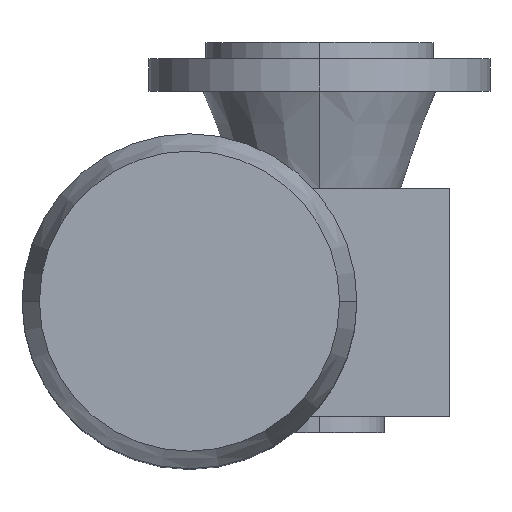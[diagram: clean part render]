
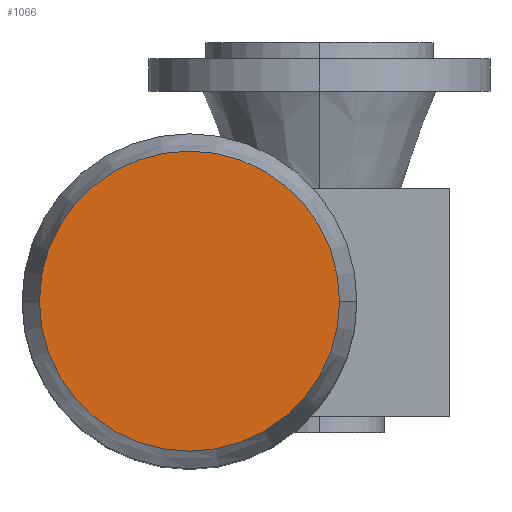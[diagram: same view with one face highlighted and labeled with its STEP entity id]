
A CAD part, top view. The second image highlights one B-rep face of the part: STEP entity #1066.
In plain terms, the highlighted planar face has unit normal (0, 0, 1).
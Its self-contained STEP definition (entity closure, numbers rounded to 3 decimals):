
#80 = DIRECTION ( 'NONE',  ( 0., 0., 1. ) ) ;
#146 = EDGE_LOOP ( 'NONE', ( #1458, #973 ) ) ;
#182 = FACE_OUTER_BOUND ( 'NONE', #146, .T. ) ;
#217 = PLANE ( 'NONE',  #883 ) ;
#260 = EDGE_CURVE ( 'NONE', #1534, #689, #849, .T. ) ;
#348 = DIRECTION ( 'NONE',  ( 1., 0., 0. ) ) ;
#349 = CARTESIAN_POINT ( 'NONE',  ( -40., -80., 250. ) ) ;
#412 = DIRECTION ( 'NONE',  ( 1., 0., 0. ) ) ;
#523 = DIRECTION ( 'NONE',  ( 0., 0., 1. ) ) ;
#525 = CIRCLE ( 'NONE', #723, 46.188 ) ;
#572 = CARTESIAN_POINT ( 'NONE',  ( -40., -80., 250. ) ) ;
#680 = CARTESIAN_POINT ( 'NONE',  ( 6.188, -80., 250. ) ) ;
#689 = VERTEX_POINT ( 'NONE', #680 ) ;
#696 = DIRECTION ( 'NONE',  ( 0., 0., 1. ) ) ;
#723 = AXIS2_PLACEMENT_3D ( 'NONE', #991, #523, #412 ) ;
#849 = CIRCLE ( 'NONE', #890, 46.188 ) ;
#883 = AXIS2_PLACEMENT_3D ( 'NONE', #572, #80, #348 ) ;
#890 = AXIS2_PLACEMENT_3D ( 'NONE', #349, #696, #1397 ) ;
#973 = ORIENTED_EDGE ( 'NONE', *, *, #260, .T. ) ;
#991 = CARTESIAN_POINT ( 'NONE',  ( -40., -80., 250. ) ) ;
#1066 = ADVANCED_FACE ( 'NONE', ( #182 ), #217, .T. ) ;
#1342 = CARTESIAN_POINT ( 'NONE',  ( -86.188, -80., 250. ) ) ;
#1397 = DIRECTION ( 'NONE',  ( 1., 0., 0. ) ) ;
#1458 = ORIENTED_EDGE ( 'NONE', *, *, #1519, .T. ) ;
#1519 = EDGE_CURVE ( 'NONE', #689, #1534, #525, .T. ) ;
#1534 = VERTEX_POINT ( 'NONE', #1342 ) ;
